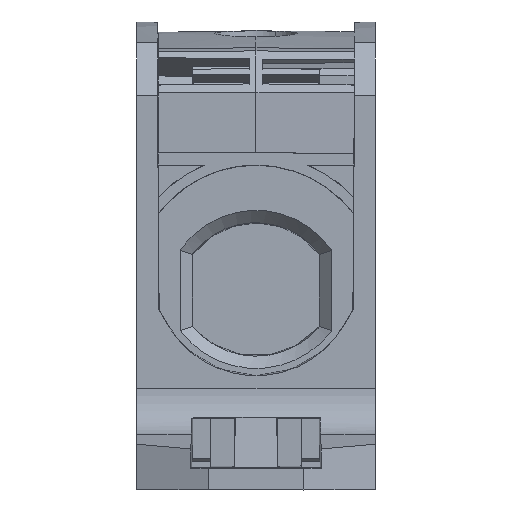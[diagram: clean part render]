
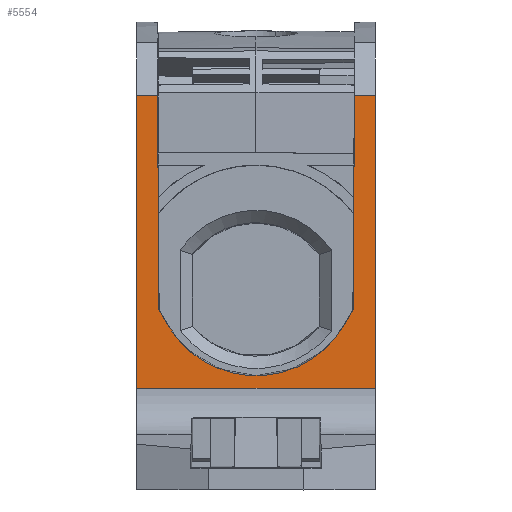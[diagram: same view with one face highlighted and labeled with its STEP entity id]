
A CAD part, front view. The second image highlights one B-rep face of the part: STEP entity #5554.
In plain terms, the highlighted planar face has unit normal (0, -1, 0).
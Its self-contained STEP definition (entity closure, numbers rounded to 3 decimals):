
#5508=AXIS2_PLACEMENT_3D('Plane Axis2P3D',#5505,#5506,#5507) ;
#3534=CARTESIAN_POINT('Vertex',(34.024,17.,28.347)) ;
#3537=CARTESIAN_POINT('Line Origine',(34.112,17.,45.174)) ;
#3541=CARTESIAN_POINT('Vertex',(34.2,17.,62.)) ;
#4072=CARTESIAN_POINT('Vertex',(37.5,17.,62.)) ;
#4075=CARTESIAN_POINT('Line Origine',(37.5,17.,39.)) ;
#4079=CARTESIAN_POINT('Vertex',(37.5,17.,16.)) ;
#4213=CARTESIAN_POINT('Line Origine',(35.85,17.,62.)) ;
#4467=CARTESIAN_POINT('Vertex',(0.,17.,16.)) ;
#4470=CARTESIAN_POINT('Line Origine',(0.,17.,39.)) ;
#4474=CARTESIAN_POINT('Vertex',(0.,17.,62.)) ;
#4725=CARTESIAN_POINT('Vertex',(3.299,17.,62.)) ;
#4728=CARTESIAN_POINT('Line Origine',(1.649,17.,62.)) ;
#4876=CARTESIAN_POINT('Line Origine',(3.387,17.,45.174)) ;
#4880=CARTESIAN_POINT('Vertex',(3.476,17.,28.347)) ;
#5490=CARTESIAN_POINT('Vertex',(32.653,17.,25.973)) ;
#5493=CARTESIAN_POINT('Line Origine',(33.338,17.,27.16)) ;
#5505=CARTESIAN_POINT('Axis2P3D Location',(32.5,17.,16.)) ;
#5511=CARTESIAN_POINT('Control Point',(4.846,17.,25.973)) ;
#5512=CARTESIAN_POINT('Control Point',(5.631,17.,24.613)) ;
#5513=CARTESIAN_POINT('Control Point',(6.583,17.,23.349)) ;
#5514=CARTESIAN_POINT('Control Point',(7.685,17.,22.208)) ;
#5515=CARTESIAN_POINT('Control Point',(10.146,17.,20.219)) ;
#5516=CARTESIAN_POINT('Control Point',(13.013,17.,18.882)) ;
#5517=CARTESIAN_POINT('Control Point',(14.522,17.,18.392)) ;
#5518=CARTESIAN_POINT('Control Point',(17.628,17.,17.793)) ;
#5519=CARTESIAN_POINT('Control Point',(20.788,17.,17.959)) ;
#5520=CARTESIAN_POINT('Control Point',(22.35,17.,18.236)) ;
#5521=CARTESIAN_POINT('Control Point',(25.374,17.,19.166)) ;
#5522=CARTESIAN_POINT('Control Point',(28.085,17.,20.797)) ;
#5523=CARTESIAN_POINT('Control Point',(29.334,17.,21.775)) ;
#5524=CARTESIAN_POINT('Control Point',(30.765,17.,23.213)) ;
#5525=CARTESIAN_POINT('Control Point',(31.948,17.,24.844)) ;
#5526=CARTESIAN_POINT('Control Point',(32.196,17.,25.213)) ;
#5527=CARTESIAN_POINT('Control Point',(32.431,17.,25.589)) ;
#5528=CARTESIAN_POINT('Control Point',(32.653,17.,25.973)) ;
#5529=CARTESIAN_POINT('Vertex',(4.846,17.,25.973)) ;
#5532=CARTESIAN_POINT('Line Origine',(4.161,17.,27.16)) ;
#5537=CARTESIAN_POINT('Line Origine',(18.75,17.,16.)) ;
#3538=DIRECTION('Vector Direction',(0.005,0.,1.)) ;
#4076=DIRECTION('Vector Direction',(0.,0.,1.)) ;
#4214=DIRECTION('Vector Direction',(1.,0.,0.)) ;
#4471=DIRECTION('Vector Direction',(0.,0.,-1.)) ;
#4729=DIRECTION('Vector Direction',(1.,0.,0.)) ;
#4877=DIRECTION('Vector Direction',(-0.005,0.,1.)) ;
#5494=DIRECTION('Vector Direction',(-0.5,0.,-0.866)) ;
#5506=DIRECTION('Axis2P3D Direction',(0.,1.,0.)) ;
#5507=DIRECTION('Axis2P3D XDirection',(0.,0.,-1.)) ;
#5533=DIRECTION('Vector Direction',(-0.5,0.,0.866)) ;
#5538=DIRECTION('Vector Direction',(1.,0.,0.)) ;
#3539=VECTOR('Line Direction',#3538,1.) ;
#4077=VECTOR('Line Direction',#4076,1.) ;
#4215=VECTOR('Line Direction',#4214,1.) ;
#4472=VECTOR('Line Direction',#4471,1.) ;
#4730=VECTOR('Line Direction',#4729,1.) ;
#4878=VECTOR('Line Direction',#4877,1.) ;
#5495=VECTOR('Line Direction',#5494,1.) ;
#5534=VECTOR('Line Direction',#5533,1.) ;
#5539=VECTOR('Line Direction',#5538,1.) ;
#5543=ORIENTED_EDGE('',*,*,#5531,.F.) ;
#5544=ORIENTED_EDGE('',*,*,#5536,.T.) ;
#5545=ORIENTED_EDGE('',*,*,#4882,.T.) ;
#5546=ORIENTED_EDGE('',*,*,#4732,.F.) ;
#5547=ORIENTED_EDGE('',*,*,#4476,.T.) ;
#5548=ORIENTED_EDGE('',*,*,#5541,.T.) ;
#5549=ORIENTED_EDGE('',*,*,#4081,.T.) ;
#5550=ORIENTED_EDGE('',*,*,#4217,.F.) ;
#5551=ORIENTED_EDGE('',*,*,#3543,.F.) ;
#5552=ORIENTED_EDGE('',*,*,#5497,.T.) ;
#5554=ADVANCED_FACE('Koerper.2',(#5553),#5509,.F.) ;
#5510=B_SPLINE_CURVE_WITH_KNOTS('',5,(#5511,#5512,#5513,#5514,#5515,#5516,#5517,#5518,#5519,#5520,#5521,#5522,#5523,#5524,#5525,#5526,#5527,#5528),.UNSPECIFIED.,.F.,.U.,(6,3,3,3,3,6),(0.,11.13,22.259,33.389,44.518,47.66),.UNSPECIFIED.) ;
#3543=EDGE_CURVE('',#3535,#3542,#3540,.T.) ;
#4081=EDGE_CURVE('',#4080,#4073,#4078,.T.) ;
#4217=EDGE_CURVE('',#3542,#4073,#4216,.T.) ;
#4476=EDGE_CURVE('',#4475,#4468,#4473,.T.) ;
#4732=EDGE_CURVE('',#4475,#4726,#4731,.T.) ;
#4882=EDGE_CURVE('',#4881,#4726,#4879,.T.) ;
#5497=EDGE_CURVE('',#3535,#5491,#5496,.T.) ;
#5531=EDGE_CURVE('',#5530,#5491,#5510,.T.) ;
#5536=EDGE_CURVE('',#5530,#4881,#5535,.T.) ;
#5541=EDGE_CURVE('',#4468,#4080,#5540,.T.) ;
#5542=EDGE_LOOP('',(#5543,#5544,#5545,#5546,#5547,#5548,#5549,#5550,#5551,#5552)) ;
#5553=FACE_OUTER_BOUND('',#5542,.T.) ;
#3540=LINE('Line',#3537,#3539) ;
#4078=LINE('Line',#4075,#4077) ;
#4216=LINE('Line',#4213,#4215) ;
#4473=LINE('Line',#4470,#4472) ;
#4731=LINE('Line',#4728,#4730) ;
#4879=LINE('Line',#4876,#4878) ;
#5496=LINE('Line',#5493,#5495) ;
#5535=LINE('Line',#5532,#5534) ;
#5540=LINE('Line',#5537,#5539) ;
#5509=PLANE('',#5508) ;
#3535=VERTEX_POINT('',#3534) ;
#3542=VERTEX_POINT('',#3541) ;
#4073=VERTEX_POINT('',#4072) ;
#4080=VERTEX_POINT('',#4079) ;
#4468=VERTEX_POINT('',#4467) ;
#4475=VERTEX_POINT('',#4474) ;
#4726=VERTEX_POINT('',#4725) ;
#4881=VERTEX_POINT('',#4880) ;
#5491=VERTEX_POINT('',#5490) ;
#5530=VERTEX_POINT('',#5529) ;
